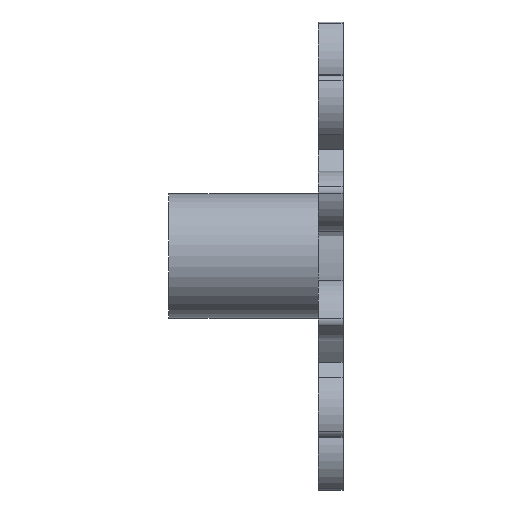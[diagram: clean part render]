
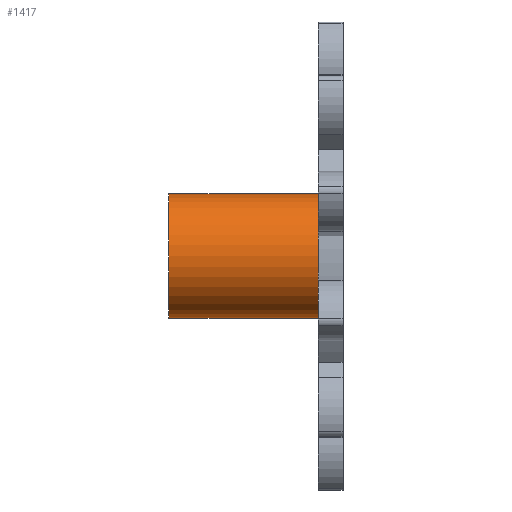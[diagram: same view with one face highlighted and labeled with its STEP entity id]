
A CAD part, front view. The second image highlights one B-rep face of the part: STEP entity #1417.
In plain terms, the highlighted cylindrical face has radius 2.5 mm (diameter 5 mm), a partial arc.
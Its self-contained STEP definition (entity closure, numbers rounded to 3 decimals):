
#35 = ORIENTED_EDGE ( 'NONE', *, *, #461, .F. ) ;
#87 = CARTESIAN_POINT ( 'NONE',  ( -1., 0., 0. ) ) ;
#98 = DIRECTION ( 'NONE',  ( -1., 0., 0. ) ) ;
#137 = FACE_OUTER_BOUND ( 'NONE', #1829, .T. ) ;
#176 = CARTESIAN_POINT ( 'NONE',  ( -1., 0., 2.5 ) ) ;
#268 = AXIS2_PLACEMENT_3D ( 'NONE', #2570, #2418, #1962 ) ;
#285 = CARTESIAN_POINT ( 'NONE',  ( -7., 0., 2.5 ) ) ;
#455 = DIRECTION ( 'NONE',  ( 1., 0., 0. ) ) ;
#461 = EDGE_CURVE ( 'NONE', #2095, #1081, #1325, .T. ) ;
#474 = ORIENTED_EDGE ( 'NONE', *, *, #1594, .F. ) ;
#533 = CIRCLE ( 'NONE', #1831, 2.5 ) ;
#701 = LINE ( 'NONE', #1338, #2530 ) ;
#899 = VECTOR ( 'NONE', #1946, 1000. ) ;
#929 = DIRECTION ( 'NONE',  ( 0., 0., 1. ) ) ;
#974 = CIRCLE ( 'NONE', #2528, 2.5 ) ;
#983 = CARTESIAN_POINT ( 'NONE',  ( -7., 0., 2.5 ) ) ;
#1081 = VERTEX_POINT ( 'NONE', #176 ) ;
#1201 = CARTESIAN_POINT ( 'NONE',  ( -1., 0., -2.5 ) ) ;
#1240 = CARTESIAN_POINT ( 'NONE',  ( -7., 0., -2.5 ) ) ;
#1312 = CARTESIAN_POINT ( 'NONE',  ( -7., 0., 0. ) ) ;
#1325 = LINE ( 'NONE', #285, #899 ) ;
#1338 = CARTESIAN_POINT ( 'NONE',  ( -7., 0., -2.5 ) ) ;
#1404 = EDGE_CURVE ( 'NONE', #1786, #1081, #533, .T. ) ;
#1417 = ADVANCED_FACE ( 'NONE', ( #137 ), #1746, .T. ) ;
#1594 = EDGE_CURVE ( 'NONE', #1855, #2095, #974, .T. ) ;
#1746 = CYLINDRICAL_SURFACE ( 'NONE', #268, 2.5 ) ;
#1786 = VERTEX_POINT ( 'NONE', #1201 ) ;
#1829 = EDGE_LOOP ( 'NONE', ( #35, #474, #2108, #2376 ) ) ;
#1831 = AXIS2_PLACEMENT_3D ( 'NONE', #87, #98, #1951 ) ;
#1855 = VERTEX_POINT ( 'NONE', #1240 ) ;
#1946 = DIRECTION ( 'NONE',  ( 1., 0., 0. ) ) ;
#1951 = DIRECTION ( 'NONE',  ( 0., 0., -1. ) ) ;
#1962 = DIRECTION ( 'NONE',  ( 0., 0., -1. ) ) ;
#2095 = VERTEX_POINT ( 'NONE', #983 ) ;
#2108 = ORIENTED_EDGE ( 'NONE', *, *, #2397, .T. ) ;
#2376 = ORIENTED_EDGE ( 'NONE', *, *, #1404, .T. ) ;
#2397 = EDGE_CURVE ( 'NONE', #1855, #1786, #701, .T. ) ;
#2418 = DIRECTION ( 'NONE',  ( 1., 0., 0. ) ) ;
#2528 = AXIS2_PLACEMENT_3D ( 'NONE', #1312, #2557, #929 ) ;
#2530 = VECTOR ( 'NONE', #455, 1000. ) ;
#2557 = DIRECTION ( 'NONE',  ( -1., 0., 0. ) ) ;
#2570 = CARTESIAN_POINT ( 'NONE',  ( -7., 0., 0. ) ) ;
